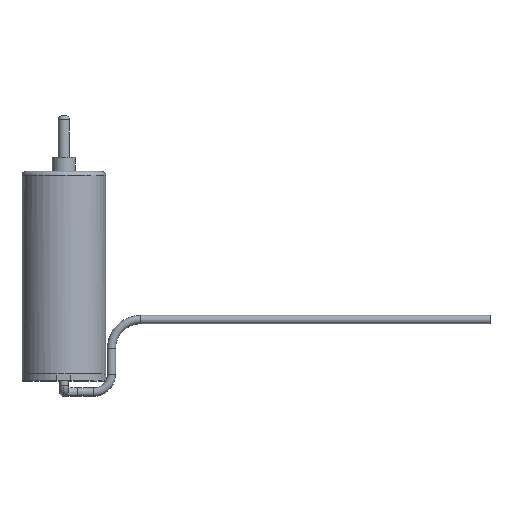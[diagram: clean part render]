
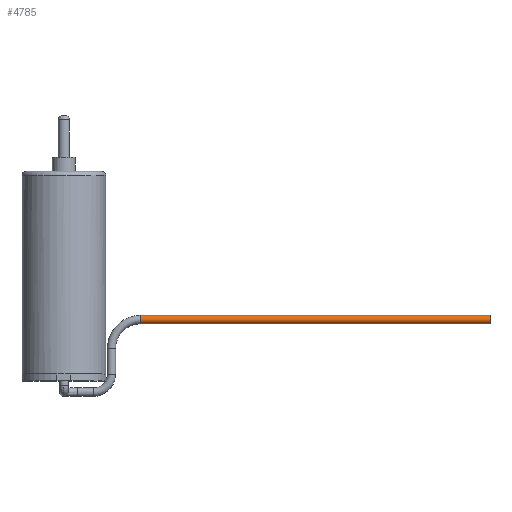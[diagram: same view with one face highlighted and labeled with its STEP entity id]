
A CAD part, top view. The second image highlights one B-rep face of the part: STEP entity #4785.
In plain terms, the highlighted cylindrical face has radius 0.3 mm (diameter 0.6 mm), a partial arc.
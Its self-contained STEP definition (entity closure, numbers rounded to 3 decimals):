
#4506 = TOROIDAL_SURFACE('',#4507,2.1,0.3);
#4507 = AXIS2_PLACEMENT_3D('',#4508,#4509,#4510);
#4508 = CARTESIAN_POINT('',(-39.5,-4.2,0.3));
#4509 = DIRECTION('',(0.,0.,-1.));
#4510 = DIRECTION('',(1.,0.,0.));
#4522 = VERTEX_POINT('',#4523);
#4523 = CARTESIAN_POINT('',(-39.5,-2.4,0.3));
#4589 = EDGE_CURVE('',#4590,#4522,#4592,.T.);
#4590 = VERTEX_POINT('',#4591);
#4591 = CARTESIAN_POINT('',(-39.5,-1.8,0.3));
#4592 = SURFACE_CURVE('',#4593,(#4598,#4604),.PCURVE_S1.);
#4593 = CIRCLE('',#4594,0.3);
#4594 = AXIS2_PLACEMENT_3D('',#4595,#4596,#4597);
#4595 = CARTESIAN_POINT('',(-39.5,-2.1,0.3));
#4596 = DIRECTION('',(1.,0.,0.));
#4597 = DIRECTION('',(0.,1.,0.));
#4598 = PCURVE('',#4506,#4599);
#4599 = DEFINITIONAL_REPRESENTATION('',(#4600),#4603);
#4600 = B_SPLINE_CURVE_WITH_KNOTS('',1,(#4601,#4602),.UNSPECIFIED.,.F.,
  .F.,(2,2),(0.,3.142),.PIECEWISE_BEZIER_KNOTS.);
#4601 = CARTESIAN_POINT('',(4.712,6.283));
#4602 = CARTESIAN_POINT('',(4.712,3.142));
#4603 = ( GEOMETRIC_REPRESENTATION_CONTEXT(2) 
PARAMETRIC_REPRESENTATION_CONTEXT() REPRESENTATION_CONTEXT('2D SPACE',''
  ) );
#4604 = PCURVE('',#4605,#4610);
#4605 = CYLINDRICAL_SURFACE('',#4606,0.3);
#4606 = AXIS2_PLACEMENT_3D('',#4607,#4608,#4609);
#4607 = CARTESIAN_POINT('',(-39.5,-2.1,0.3));
#4608 = DIRECTION('',(1.,0.,0.));
#4609 = DIRECTION('',(0.,1.,0.));
#4610 = DEFINITIONAL_REPRESENTATION('',(#4611),#4614);
#4611 = B_SPLINE_CURVE_WITH_KNOTS('',1,(#4612,#4613),.UNSPECIFIED.,.F.,
  .F.,(2,2),(0.,3.142),.PIECEWISE_BEZIER_KNOTS.);
#4612 = CARTESIAN_POINT('',(0.,0.));
#4613 = CARTESIAN_POINT('',(3.142,0.));
#4614 = ( GEOMETRIC_REPRESENTATION_CONTEXT(2) 
PARAMETRIC_REPRESENTATION_CONTEXT() REPRESENTATION_CONTEXT('2D SPACE',''
  ) );
#4701 = CYLINDRICAL_SURFACE('',#4702,0.3);
#4702 = AXIS2_PLACEMENT_3D('',#4703,#4704,#4705);
#4703 = CARTESIAN_POINT('',(-39.5,-2.1,0.3));
#4704 = DIRECTION('',(1.,0.,0.));
#4705 = DIRECTION('',(0.,1.,0.));
#4718 = EDGE_CURVE('',#4590,#4719,#4721,.T.);
#4719 = VERTEX_POINT('',#4720);
#4720 = CARTESIAN_POINT('',(-14.5,-1.8,0.3));
#4721 = SURFACE_CURVE('',#4722,(#4726,#4732),.PCURVE_S1.);
#4722 = LINE('',#4723,#4724);
#4723 = CARTESIAN_POINT('',(-39.5,-1.8,0.3));
#4724 = VECTOR('',#4725,1.);
#4725 = DIRECTION('',(1.,0.,0.));
#4726 = PCURVE('',#4701,#4727);
#4727 = DEFINITIONAL_REPRESENTATION('',(#4728),#4731);
#4728 = B_SPLINE_CURVE_WITH_KNOTS('',1,(#4729,#4730),.UNSPECIFIED.,.F.,
  .F.,(2,2),(0.,25.),.PIECEWISE_BEZIER_KNOTS.);
#4729 = CARTESIAN_POINT('',(6.283,0.));
#4730 = CARTESIAN_POINT('',(6.283,25.));
#4731 = ( GEOMETRIC_REPRESENTATION_CONTEXT(2) 
PARAMETRIC_REPRESENTATION_CONTEXT() REPRESENTATION_CONTEXT('2D SPACE',''
  ) );
#4732 = PCURVE('',#4605,#4733);
#4733 = DEFINITIONAL_REPRESENTATION('',(#4734),#4737);
#4734 = B_SPLINE_CURVE_WITH_KNOTS('',1,(#4735,#4736),.UNSPECIFIED.,.F.,
  .F.,(2,2),(0.,25.),.PIECEWISE_BEZIER_KNOTS.);
#4735 = CARTESIAN_POINT('',(0.,0.));
#4736 = CARTESIAN_POINT('',(0.,25.));
#4737 = ( GEOMETRIC_REPRESENTATION_CONTEXT(2) 
PARAMETRIC_REPRESENTATION_CONTEXT() REPRESENTATION_CONTEXT('2D SPACE',''
  ) );
#4740 = VERTEX_POINT('',#4741);
#4741 = CARTESIAN_POINT('',(-14.5,-2.4,0.3));
#4755 = PLANE('',#4756);
#4756 = AXIS2_PLACEMENT_3D('',#4757,#4758,#4759);
#4757 = CARTESIAN_POINT('',(-14.5,-2.1,0.3));
#4758 = DIRECTION('',(1.,0.,0.));
#4759 = DIRECTION('',(0.,1.,0.));
#4767 = EDGE_CURVE('',#4522,#4740,#4768,.T.);
#4768 = SURFACE_CURVE('',#4769,(#4773,#4779),.PCURVE_S1.);
#4769 = LINE('',#4770,#4771);
#4770 = CARTESIAN_POINT('',(-39.5,-2.4,0.3));
#4771 = VECTOR('',#4772,1.);
#4772 = DIRECTION('',(1.,0.,0.));
#4773 = PCURVE('',#4701,#4774);
#4774 = DEFINITIONAL_REPRESENTATION('',(#4775),#4778);
#4775 = B_SPLINE_CURVE_WITH_KNOTS('',1,(#4776,#4777),.UNSPECIFIED.,.F.,
  .F.,(2,2),(0.,25.),.PIECEWISE_BEZIER_KNOTS.);
#4776 = CARTESIAN_POINT('',(3.142,0.));
#4777 = CARTESIAN_POINT('',(3.142,25.));
#4778 = ( GEOMETRIC_REPRESENTATION_CONTEXT(2) 
PARAMETRIC_REPRESENTATION_CONTEXT() REPRESENTATION_CONTEXT('2D SPACE',''
  ) );
#4779 = PCURVE('',#4605,#4780);
#4780 = DEFINITIONAL_REPRESENTATION('',(#4781),#4784);
#4781 = B_SPLINE_CURVE_WITH_KNOTS('',1,(#4782,#4783),.UNSPECIFIED.,.F.,
  .F.,(2,2),(0.,25.),.PIECEWISE_BEZIER_KNOTS.);
#4782 = CARTESIAN_POINT('',(3.142,0.));
#4783 = CARTESIAN_POINT('',(3.142,25.));
#4784 = ( GEOMETRIC_REPRESENTATION_CONTEXT(2) 
PARAMETRIC_REPRESENTATION_CONTEXT() REPRESENTATION_CONTEXT('2D SPACE',''
  ) );
#4785 = ADVANCED_FACE('',(#4786),#4605,.T.);
#4786 = FACE_BOUND('',#4787,.T.);
#4787 = EDGE_LOOP('',(#4788,#4789,#4790,#4811));
#4788 = ORIENTED_EDGE('',*,*,#4589,.T.);
#4789 = ORIENTED_EDGE('',*,*,#4767,.T.);
#4790 = ORIENTED_EDGE('',*,*,#4791,.F.);
#4791 = EDGE_CURVE('',#4719,#4740,#4792,.T.);
#4792 = SURFACE_CURVE('',#4793,(#4798,#4804),.PCURVE_S1.);
#4793 = CIRCLE('',#4794,0.3);
#4794 = AXIS2_PLACEMENT_3D('',#4795,#4796,#4797);
#4795 = CARTESIAN_POINT('',(-14.5,-2.1,0.3));
#4796 = DIRECTION('',(1.,0.,0.));
#4797 = DIRECTION('',(0.,1.,0.));
#4798 = PCURVE('',#4605,#4799);
#4799 = DEFINITIONAL_REPRESENTATION('',(#4800),#4803);
#4800 = B_SPLINE_CURVE_WITH_KNOTS('',1,(#4801,#4802),.UNSPECIFIED.,.F.,
  .F.,(2,2),(0.,3.142),.PIECEWISE_BEZIER_KNOTS.);
#4801 = CARTESIAN_POINT('',(0.,25.));
#4802 = CARTESIAN_POINT('',(3.142,25.));
#4803 = ( GEOMETRIC_REPRESENTATION_CONTEXT(2) 
PARAMETRIC_REPRESENTATION_CONTEXT() REPRESENTATION_CONTEXT('2D SPACE',''
  ) );
#4804 = PCURVE('',#4755,#4805);
#4805 = DEFINITIONAL_REPRESENTATION('',(#4806),#4810);
#4806 = CIRCLE('',#4807,0.3);
#4807 = AXIS2_PLACEMENT_2D('',#4808,#4809);
#4808 = CARTESIAN_POINT('',(0.,0.));
#4809 = DIRECTION('',(1.,0.));
#4810 = ( GEOMETRIC_REPRESENTATION_CONTEXT(2) 
PARAMETRIC_REPRESENTATION_CONTEXT() REPRESENTATION_CONTEXT('2D SPACE',''
  ) );
#4811 = ORIENTED_EDGE('',*,*,#4718,.F.);
